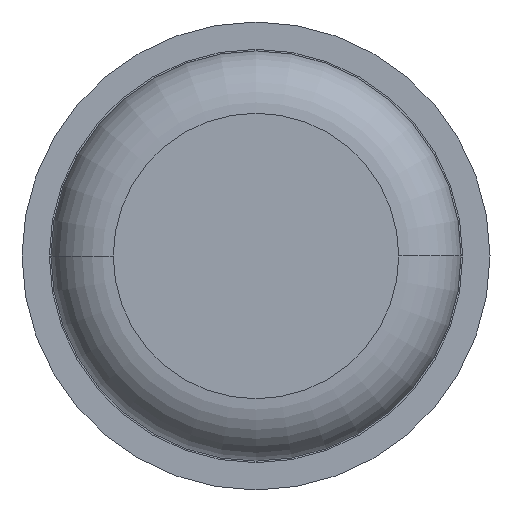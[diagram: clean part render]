
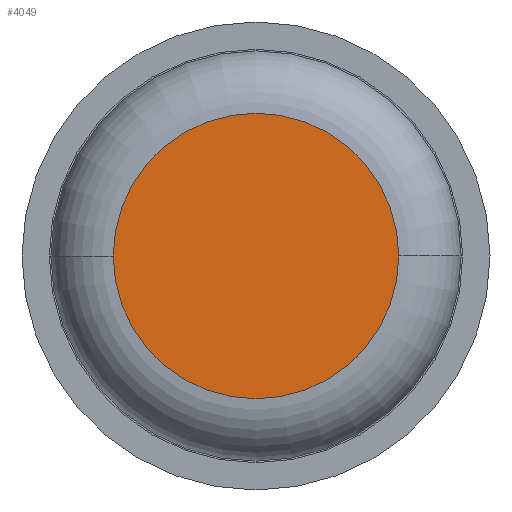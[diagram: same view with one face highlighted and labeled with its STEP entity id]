
A CAD part, front view. The second image highlights one B-rep face of the part: STEP entity #4049.
In plain terms, the highlighted planar face has unit normal (0, -1, 0).
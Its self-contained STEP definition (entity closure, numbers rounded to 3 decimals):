
#472 = CIRCLE ( 'NONE', #4130, 0.915 ) ;
#850 = CIRCLE ( 'NONE', #4008, 0.915 ) ;
#1001 = DIRECTION ( 'NONE',  ( 0., -1., 0. ) ) ;
#1114 = DIRECTION ( 'NONE',  ( 0., -1., 0. ) ) ;
#1155 = CARTESIAN_POINT ( 'NONE',  ( 0., 0., 0. ) ) ;
#1269 = AXIS2_PLACEMENT_3D ( 'NONE', #1439, #3504, #3179 ) ;
#1439 = CARTESIAN_POINT ( 'NONE',  ( 0., 0., 0. ) ) ;
#1513 = EDGE_CURVE ( 'Defeature ausgef�hrt1_6+Defeature ausgef�hrt1_7+Defeature ausgef�hrt1_7+Defeature ausgef�hrt1_7', #4421, #4259, #850, .T. ) ;
#1555 = FACE_OUTER_BOUND ( 'NONE', #2955, .T. ) ;
#1698 = CARTESIAN_POINT ( 'NONE',  ( 0., 0., 0. ) ) ;
#1727 = EDGE_CURVE ( 'Defeature ausgef�hrt1_6+Defeature ausgef�hrt1_7+Defeature ausgef�hrt1_7+Defeature ausgef�hrt1_7', #4259, #4421, #472, .T. ) ;
#1747 = ORIENTED_EDGE ( 'NONE', *, *, #1513, .T. ) ;
#2681 = CARTESIAN_POINT ( 'NONE',  ( 0.915, 0., 0. ) ) ;
#2751 = DIRECTION ( 'NONE',  ( -1., 0., 0. ) ) ;
#2955 = EDGE_LOOP ( 'NONE', ( #1747, #3531 ) ) ;
#3179 = DIRECTION ( 'NONE',  ( -1., 0., 0. ) ) ;
#3504 = DIRECTION ( 'NONE',  ( 0., 1., 0. ) ) ;
#3531 = ORIENTED_EDGE ( 'NONE', *, *, #1727, .T. ) ;
#3546 = DIRECTION ( 'NONE',  ( -1., 0., 0. ) ) ;
#4008 = AXIS2_PLACEMENT_3D ( 'NONE', #1155, #1114, #3546 ) ;
#4049 = ADVANCED_FACE ( 'Defeature ausgef�hrt1_6', ( #1555 ), #4195, .F. ) ;
#4091 = CARTESIAN_POINT ( 'NONE',  ( -0.915, 0., 0. ) ) ;
#4130 = AXIS2_PLACEMENT_3D ( 'NONE', #1698, #1001, #2751 ) ;
#4195 = PLANE ( 'NONE',  #1269 ) ;
#4259 = VERTEX_POINT ( 'NONE', #2681 ) ;
#4421 = VERTEX_POINT ( 'NONE', #4091 ) ;
